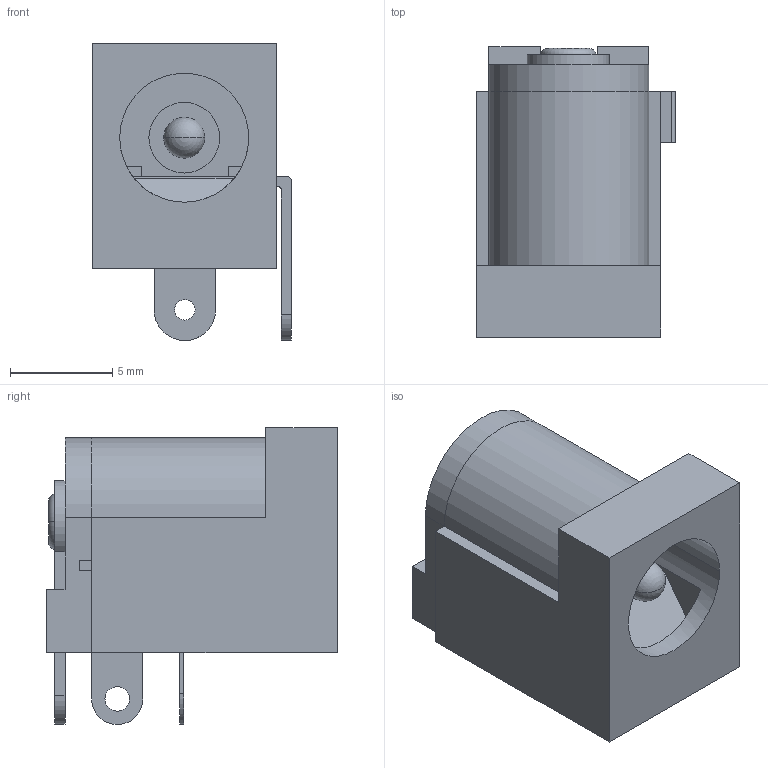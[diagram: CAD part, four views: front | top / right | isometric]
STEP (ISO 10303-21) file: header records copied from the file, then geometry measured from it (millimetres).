
FILE_DESCRIPTION((''),'2;1');
FILE_NAME('CLIFF_DC-10A(FC68148).stp','2010-11-23T11:24:03',(''),(''),'Mechanical Desktop 2011','Mechanical Desktop 2011',', , ');
FILE_SCHEMA(('AUTOMOTIVE_DESIGN { 1 2 10303 214 1 1 1 1 }'));
Length unit declared in the file: millimetre
Products named in the file (1): Product
Bounding box: 9.7 x 14.2 x 14.5 mm (x, y, z)
Volume: 752.1 mm3; surface area: 1805.8 mm2
Topology: 6 solids, 6 shells, 155 faces, 416 edges, 275 vertices
Faces by surface type: plane 110, cylinder 39, torus 4, sphere 2
Entity records: 4897 total; most frequent: CARTESIAN_POINT 845, ORIENTED_EDGE 828, DIRECTION 820, EDGE_CURVE 414, VECTOR 320, LINE 320, VERTEX_POINT 275, AXIS2_PLACEMENT_3D 250
